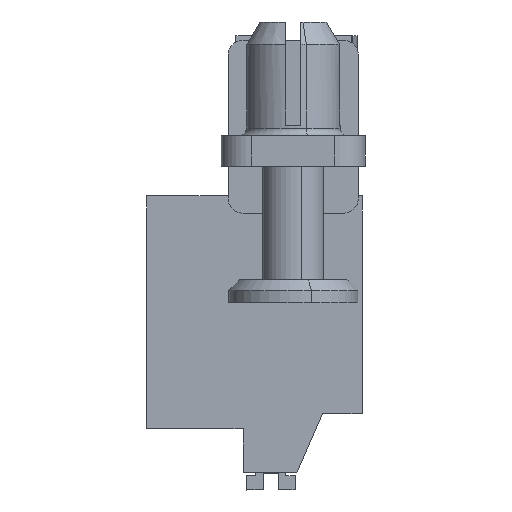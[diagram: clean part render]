
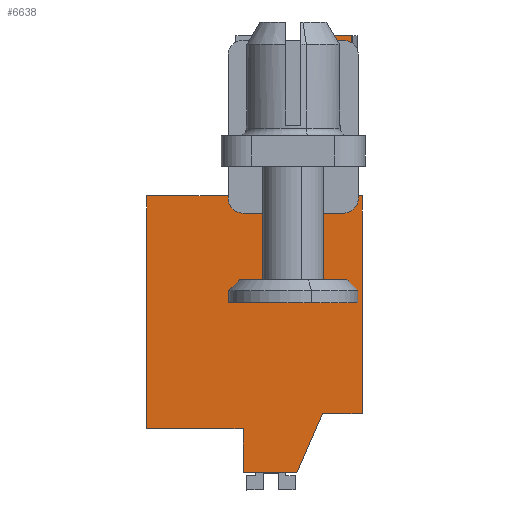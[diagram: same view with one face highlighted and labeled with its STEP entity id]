
A CAD part, left-side view. The second image highlights one B-rep face of the part: STEP entity #6638.
In plain terms, the highlighted planar face has unit normal (-1, 0, 0).
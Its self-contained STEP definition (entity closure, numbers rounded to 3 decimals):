
#6582=AXIS2_PLACEMENT_3D('Plane Axis2P3D',#6579,#6580,#6581) ;
#176=CARTESIAN_POINT('Vertex',(12.107,7.9,1.143)) ;
#179=CARTESIAN_POINT('Line Origine',(12.107,7.9,2.593)) ;
#183=CARTESIAN_POINT('Vertex',(12.107,7.9,4.043)) ;
#297=CARTESIAN_POINT('Vertex',(12.107,0.05,5.043)) ;
#300=CARTESIAN_POINT('Line Origine',(12.107,1.35,5.043)) ;
#304=CARTESIAN_POINT('Vertex',(12.107,2.65,5.043)) ;
#598=CARTESIAN_POINT('Line Origine',(12.107,11.075,4.043)) ;
#602=CARTESIAN_POINT('Vertex',(12.107,14.25,4.043)) ;
#1055=CARTESIAN_POINT('Vertex',(12.107,0.05,19.383)) ;
#1058=CARTESIAN_POINT('Line Origine',(12.107,0.05,12.213)) ;
#1460=CARTESIAN_POINT('Line Origine',(12.107,14.25,11.713)) ;
#1464=CARTESIAN_POINT('Vertex',(12.107,14.25,19.383)) ;
#2005=CARTESIAN_POINT('Line Origine',(12.107,11.134,19.383)) ;
#2009=CARTESIAN_POINT('Vertex',(12.107,8.018,19.383)) ;
#2029=CARTESIAN_POINT('Line Origine',(12.108,8.018,19.96)) ;
#2033=CARTESIAN_POINT('Vertex',(12.108,8.018,20.538)) ;
#2478=CARTESIAN_POINT('Vertex',(12.108,1.898,29.933)) ;
#2481=CARTESIAN_POINT('Line Origine',(12.108,1.335,29.933)) ;
#2485=CARTESIAN_POINT('Vertex',(12.108,0.773,29.933)) ;
#2693=CARTESIAN_POINT('Vertex',(12.107,0.773,19.383)) ;
#2696=CARTESIAN_POINT('Line Origine',(12.107,0.411,19.383)) ;
#6553=CARTESIAN_POINT('Line Origine',(12.107,3.5,3.093)) ;
#6557=CARTESIAN_POINT('Vertex',(12.108,4.35,1.143)) ;
#6579=CARTESIAN_POINT('Axis2P3D Location',(12.108,6.85,19.383)) ;
#6584=CARTESIAN_POINT('Line Origine',(12.108,0.773,24.658)) ;
#6589=CARTESIAN_POINT('Line Origine',(12.108,1.898,28.63)) ;
#6593=CARTESIAN_POINT('Vertex',(12.108,1.898,27.328)) ;
#6596=CARTESIAN_POINT('Line Origine',(12.108,1.473,27.328)) ;
#6600=CARTESIAN_POINT('Vertex',(12.108,1.048,27.328)) ;
#6603=CARTESIAN_POINT('Line Origine',(12.108,1.048,23.933)) ;
#6607=CARTESIAN_POINT('Vertex',(12.108,1.048,20.538)) ;
#6610=CARTESIAN_POINT('Line Origine',(12.108,4.533,20.538)) ;
#6615=CARTESIAN_POINT('Line Origine',(12.108,6.125,1.143)) ;
#180=DIRECTION('Vector Direction',(0.,0.,-1.)) ;
#301=DIRECTION('Vector Direction',(0.,-1.,0.)) ;
#599=DIRECTION('Vector Direction',(0.,-1.,0.)) ;
#1059=DIRECTION('Vector Direction',(0.,0.,1.)) ;
#1461=DIRECTION('Vector Direction',(0.,0.,-1.)) ;
#2006=DIRECTION('Vector Direction',(0.,1.,0.)) ;
#2030=DIRECTION('Vector Direction',(0.,0.,-1.)) ;
#2482=DIRECTION('Vector Direction',(0.,1.,0.)) ;
#2697=DIRECTION('Vector Direction',(0.,1.,0.)) ;
#6554=DIRECTION('Vector Direction',(0.,-0.4,0.917)) ;
#6580=DIRECTION('Axis2P3D Direction',(-1.,0.,0.)) ;
#6581=DIRECTION('Axis2P3D XDirection',(0.,1.,0.)) ;
#6585=DIRECTION('Vector Direction',(0.,0.,-1.)) ;
#6590=DIRECTION('Vector Direction',(0.,0.,1.)) ;
#6597=DIRECTION('Vector Direction',(0.,-1.,0.)) ;
#6604=DIRECTION('Vector Direction',(0.,0.,1.)) ;
#6611=DIRECTION('Vector Direction',(0.,1.,0.)) ;
#6616=DIRECTION('Vector Direction',(0.,-1.,0.)) ;
#181=VECTOR('Line Direction',#180,1.) ;
#302=VECTOR('Line Direction',#301,1.) ;
#600=VECTOR('Line Direction',#599,1.) ;
#1060=VECTOR('Line Direction',#1059,1.) ;
#1462=VECTOR('Line Direction',#1461,1.) ;
#2007=VECTOR('Line Direction',#2006,1.) ;
#2031=VECTOR('Line Direction',#2030,1.) ;
#2483=VECTOR('Line Direction',#2482,1.) ;
#2698=VECTOR('Line Direction',#2697,1.) ;
#6555=VECTOR('Line Direction',#6554,1.) ;
#6586=VECTOR('Line Direction',#6585,1.) ;
#6591=VECTOR('Line Direction',#6590,1.) ;
#6598=VECTOR('Line Direction',#6597,1.) ;
#6605=VECTOR('Line Direction',#6604,1.) ;
#6612=VECTOR('Line Direction',#6611,1.) ;
#6617=VECTOR('Line Direction',#6616,1.) ;
#6621=ORIENTED_EDGE('',*,*,#2700,.T.) ;
#6622=ORIENTED_EDGE('',*,*,#6588,.F.) ;
#6623=ORIENTED_EDGE('',*,*,#2487,.T.) ;
#6624=ORIENTED_EDGE('',*,*,#6595,.T.) ;
#6625=ORIENTED_EDGE('',*,*,#6602,.T.) ;
#6626=ORIENTED_EDGE('',*,*,#6609,.T.) ;
#6627=ORIENTED_EDGE('',*,*,#6614,.T.) ;
#6628=ORIENTED_EDGE('',*,*,#2035,.F.) ;
#6629=ORIENTED_EDGE('',*,*,#2011,.T.) ;
#6630=ORIENTED_EDGE('',*,*,#1466,.T.) ;
#6631=ORIENTED_EDGE('',*,*,#604,.T.) ;
#6632=ORIENTED_EDGE('',*,*,#185,.T.) ;
#6633=ORIENTED_EDGE('',*,*,#6619,.T.) ;
#6634=ORIENTED_EDGE('',*,*,#6559,.T.) ;
#6635=ORIENTED_EDGE('',*,*,#306,.T.) ;
#6636=ORIENTED_EDGE('',*,*,#1062,.T.) ;
#6638=ADVANCED_FACE('HOUSING',(#6637),#6583,.T.) ;
#185=EDGE_CURVE('',#184,#177,#182,.T.) ;
#306=EDGE_CURVE('',#305,#298,#303,.T.) ;
#604=EDGE_CURVE('',#603,#184,#601,.T.) ;
#1062=EDGE_CURVE('',#298,#1056,#1061,.T.) ;
#1466=EDGE_CURVE('',#1465,#603,#1463,.T.) ;
#2011=EDGE_CURVE('',#2010,#1465,#2008,.T.) ;
#2035=EDGE_CURVE('',#2010,#2034,#2032,.F.) ;
#2487=EDGE_CURVE('',#2486,#2479,#2484,.T.) ;
#2700=EDGE_CURVE('',#1056,#2694,#2699,.T.) ;
#6559=EDGE_CURVE('',#6558,#305,#6556,.T.) ;
#6588=EDGE_CURVE('',#2486,#2694,#6587,.T.) ;
#6595=EDGE_CURVE('',#2479,#6594,#6592,.F.) ;
#6602=EDGE_CURVE('',#6594,#6601,#6599,.T.) ;
#6609=EDGE_CURVE('',#6601,#6608,#6606,.F.) ;
#6614=EDGE_CURVE('',#6608,#2034,#6613,.T.) ;
#6619=EDGE_CURVE('',#177,#6558,#6618,.T.) ;
#6620=EDGE_LOOP('',(#6621,#6622,#6623,#6624,#6625,#6626,#6627,#6628,#6629,#6630,#6631,#6632,#6633,#6634,#6635,#6636)) ;
#6637=FACE_OUTER_BOUND('',#6620,.T.) ;
#182=LINE('Line',#179,#181) ;
#303=LINE('Line',#300,#302) ;
#601=LINE('Line',#598,#600) ;
#1061=LINE('Line',#1058,#1060) ;
#1463=LINE('Line',#1460,#1462) ;
#2008=LINE('Line',#2005,#2007) ;
#2032=LINE('Line',#2029,#2031) ;
#2484=LINE('Line',#2481,#2483) ;
#2699=LINE('Line',#2696,#2698) ;
#6556=LINE('Line',#6553,#6555) ;
#6587=LINE('Line',#6584,#6586) ;
#6592=LINE('Line',#6589,#6591) ;
#6599=LINE('Line',#6596,#6598) ;
#6606=LINE('Line',#6603,#6605) ;
#6613=LINE('Line',#6610,#6612) ;
#6618=LINE('Line',#6615,#6617) ;
#6583=PLANE('',#6582) ;
#177=VERTEX_POINT('',#176) ;
#184=VERTEX_POINT('',#183) ;
#298=VERTEX_POINT('',#297) ;
#305=VERTEX_POINT('',#304) ;
#603=VERTEX_POINT('',#602) ;
#1056=VERTEX_POINT('',#1055) ;
#1465=VERTEX_POINT('',#1464) ;
#2010=VERTEX_POINT('',#2009) ;
#2034=VERTEX_POINT('',#2033) ;
#2479=VERTEX_POINT('',#2478) ;
#2486=VERTEX_POINT('',#2485) ;
#2694=VERTEX_POINT('',#2693) ;
#6558=VERTEX_POINT('',#6557) ;
#6594=VERTEX_POINT('',#6593) ;
#6601=VERTEX_POINT('',#6600) ;
#6608=VERTEX_POINT('',#6607) ;
